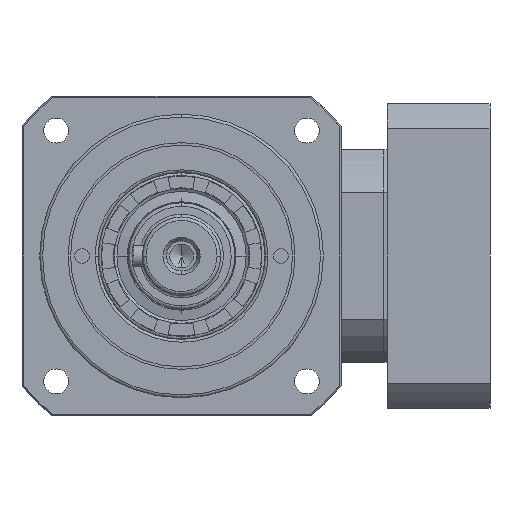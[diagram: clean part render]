
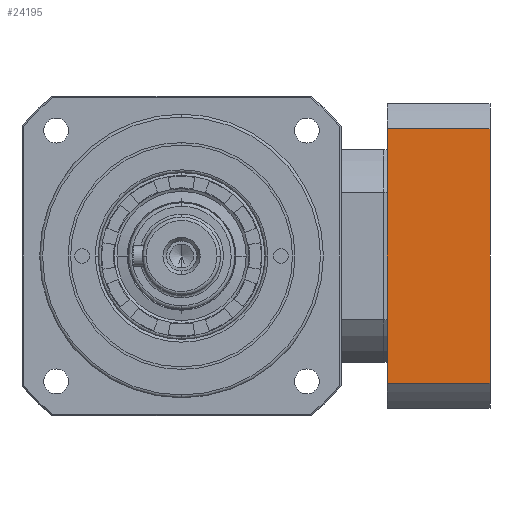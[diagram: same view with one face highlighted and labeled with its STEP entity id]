
A CAD part, left-side view. The second image highlights one B-rep face of the part: STEP entity #24195.
In plain terms, the highlighted face is planar.
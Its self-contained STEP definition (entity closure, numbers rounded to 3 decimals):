
#92 = DIRECTION ( 'NONE',  ( 0., 0., 1. ) ) ;
#120 = DIRECTION ( 'NONE',  ( 0., 1., 0. ) ) ;
#217 = PLANE ( 'NONE',  #28038 ) ;
#622 = CARTESIAN_POINT ( 'NONE',  ( 5.5, 43., -35.875 ) ) ;
#1172 = CARTESIAN_POINT ( 'NONE',  ( 5.5, 43., -35.875 ) ) ;
#1352 = DIRECTION ( 'NONE',  ( 0., 0., 1. ) ) ;
#2390 = VERTEX_POINT ( 'NONE', #7885 ) ;
#4735 = DIRECTION ( 'NONE',  ( 1., 0., 0. ) ) ;
#4770 = CARTESIAN_POINT ( 'NONE',  ( 5.5, 43., 35.875 ) ) ;
#5524 = EDGE_CURVE ( 'NONE', #35385, #2390, #20839, .T. ) ;
#7808 = EDGE_CURVE ( 'NONE', #14279, #22897, #7978, .T. ) ;
#7885 = CARTESIAN_POINT ( 'NONE',  ( 34.5, 43., -35.875 ) ) ;
#7978 = LINE ( 'NONE', #4770, #8083 ) ;
#8083 = VECTOR ( 'NONE', #4735, 1000. ) ;
#11044 = LINE ( 'NONE', #34887, #11160 ) ;
#11160 = VECTOR ( 'NONE', #35013, 1000. ) ;
#14143 = CARTESIAN_POINT ( 'NONE',  ( 5.5, 43., 35.875 ) ) ;
#14279 = VERTEX_POINT ( 'NONE', #14143 ) ;
#15080 = CARTESIAN_POINT ( 'NONE',  ( 5.5, 43., -35.875 ) ) ;
#17656 = EDGE_CURVE ( 'NONE', #35385, #14279, #25323, .T. ) ;
#20253 = VECTOR ( 'NONE', #24833, 1000. ) ;
#20363 = EDGE_CURVE ( 'NONE', #2390, #22897, #11044, .T. ) ;
#20839 = LINE ( 'NONE', #25519, #20253 ) ;
#22897 = VERTEX_POINT ( 'NONE', #30651 ) ;
#24195 = ADVANCED_FACE ( 'NONE', ( #30993 ), #217, .T. ) ;
#24833 = DIRECTION ( 'NONE',  ( 1., 0., 0. ) ) ;
#24978 = EDGE_LOOP ( 'NONE', ( #28945, #29737, #31878, #32687 ) ) ;
#25323 = LINE ( 'NONE', #1172, #25394 ) ;
#25394 = VECTOR ( 'NONE', #1352, 1000. ) ;
#25519 = CARTESIAN_POINT ( 'NONE',  ( 5.5, 43., -35.875 ) ) ;
#28038 = AXIS2_PLACEMENT_3D ( 'NONE', #622, #120, #92 ) ;
#28945 = ORIENTED_EDGE ( 'NONE', *, *, #20363, .F. ) ;
#29737 = ORIENTED_EDGE ( 'NONE', *, *, #5524, .F. ) ;
#30651 = CARTESIAN_POINT ( 'NONE',  ( 34.5, 43., 35.875 ) ) ;
#30993 = FACE_OUTER_BOUND ( 'NONE', #24978, .T. ) ;
#31878 = ORIENTED_EDGE ( 'NONE', *, *, #17656, .T. ) ;
#32687 = ORIENTED_EDGE ( 'NONE', *, *, #7808, .T. ) ;
#34887 = CARTESIAN_POINT ( 'NONE',  ( 34.5, 43., -35.875 ) ) ;
#35013 = DIRECTION ( 'NONE',  ( 0., 0., 1. ) ) ;
#35385 = VERTEX_POINT ( 'NONE', #15080 ) ;
